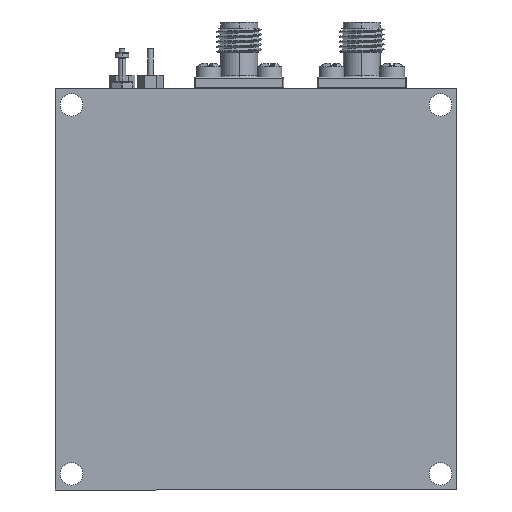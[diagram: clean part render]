
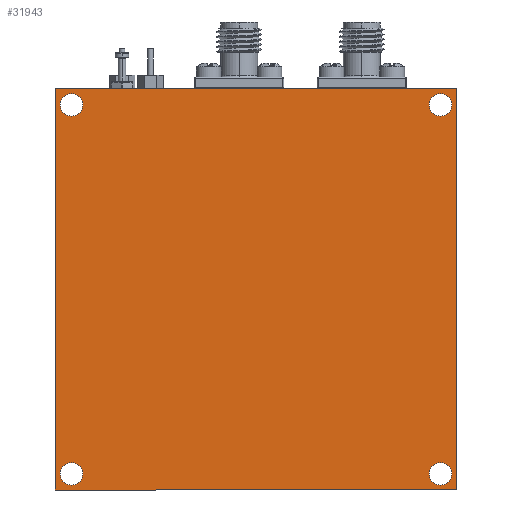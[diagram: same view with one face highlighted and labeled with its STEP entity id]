
A CAD part, left-side view. The second image highlights one B-rep face of the part: STEP entity #31943.
In plain terms, the highlighted planar face has unit normal (-1, 0, 0).
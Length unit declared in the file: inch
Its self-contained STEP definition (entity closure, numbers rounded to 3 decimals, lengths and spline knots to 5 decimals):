
#324 = VERTEX_POINT ( 'NONE', #26459 ) ;
#993 = VECTOR ( 'NONE', #41049, 39.37008 ) ;
#1859 = ORIENTED_EDGE ( 'NONE', *, *, #34804, .T. ) ;
#3034 = CARTESIAN_POINT ( 'NONE',  ( 0.81693, 0., 0.81693 ) ) ;
#3724 = CIRCLE ( 'NONE', #47500, 0.06299 ) ;
#5427 = VERTEX_POINT ( 'NONE', #3034 ) ;
#5757 = DIRECTION ( 'NONE',  ( 0., 0., -1. ) ) ;
#5907 = EDGE_LOOP ( 'NONE', ( #1859, #52470 ) ) ;
#5944 = VERTEX_POINT ( 'NONE', #33134 ) ;
#6388 = DIRECTION ( 'NONE',  ( 1., 0., 0. ) ) ;
#7333 = EDGE_CURVE ( 'NONE', #324, #13377, #27760, .T. ) ;
#8403 = LINE ( 'NONE', #25840, #18629 ) ;
#9120 = DIRECTION ( 'NONE',  ( 1., 0., 0. ) ) ;
#9742 = CIRCLE ( 'NONE', #27060, 0.06299 ) ;
#9993 = CARTESIAN_POINT ( 'NONE',  ( 0.81693, 0.09055, 0.72638 ) ) ;
#10004 = ORIENTED_EDGE ( 'NONE', *, *, #16018, .T. ) ;
#10312 = DIRECTION ( 'NONE',  ( 1., 0., 0. ) ) ;
#10901 = VERTEX_POINT ( 'NONE', #37785 ) ;
#10937 = CARTESIAN_POINT ( 'NONE',  ( 0.81693, 0.09055, 0.66339 ) ) ;
#11315 = AXIS2_PLACEMENT_3D ( 'NONE', #21414, #9120, #26552 ) ;
#11586 = EDGE_LOOP ( 'NONE', ( #10004, #26099 ) ) ;
#12034 = FACE_BOUND ( 'NONE', #5907, .T. ) ;
#12527 = VERTEX_POINT ( 'NONE', #12946 ) ;
#12946 = CARTESIAN_POINT ( 'NONE',  ( 0.81693, 2.16142, 0.78937 ) ) ;
#13377 = VERTEX_POINT ( 'NONE', #53571 ) ;
#14000 = DIRECTION ( 'NONE',  ( 0., -1., 0. ) ) ;
#15008 = CARTESIAN_POINT ( 'NONE',  ( 0.81693, 0., 0.81693 ) ) ;
#15112 = EDGE_CURVE ( 'NONE', #55794, #10901, #18919, .T. ) ;
#15665 = CIRCLE ( 'NONE', #39424, 0.06299 ) ;
#15801 = DIRECTION ( 'NONE',  ( 0., 0., -1. ) ) ;
#16018 = EDGE_CURVE ( 'NONE', #33334, #33430, #56521, .T. ) ;
#16961 = CIRCLE ( 'NONE', #21507, 0.06299 ) ;
#17564 = CIRCLE ( 'NONE', #29413, 0.06299 ) ;
#18246 = VERTEX_POINT ( 'NONE', #37500 ) ;
#18548 = CARTESIAN_POINT ( 'NONE',  ( 0.81693, 0.09055, -1.2815 ) ) ;
#18629 = VECTOR ( 'NONE', #21264, 39.37008 ) ;
#18727 = ORIENTED_EDGE ( 'NONE', *, *, #31792, .T. ) ;
#18919 = CIRCLE ( 'NONE', #20745, 0.06299 ) ;
#19380 = CARTESIAN_POINT ( 'NONE',  ( 0.81693, 0.09055, -1.34449 ) ) ;
#19426 = LINE ( 'NONE', #36880, #19441 ) ;
#19441 = VECTOR ( 'NONE', #14000, 39.37008 ) ;
#20745 = AXIS2_PLACEMENT_3D ( 'NONE', #36341, #10312, #55385 ) ;
#21264 = DIRECTION ( 'NONE',  ( 0., 0., -1. ) ) ;
#21414 = CARTESIAN_POINT ( 'NONE',  ( 0.81693, 2.16142, -1.34449 ) ) ;
#21507 = AXIS2_PLACEMENT_3D ( 'NONE', #27177, #44653, #26607 ) ;
#22815 = ORIENTED_EDGE ( 'NONE', *, *, #24882, .T. ) ;
#24460 = CARTESIAN_POINT ( 'NONE',  ( 0.81693, 2.25197, -1.43504 ) ) ;
#24882 = EDGE_CURVE ( 'NONE', #10901, #55794, #15665, .T. ) ;
#25136 = EDGE_LOOP ( 'NONE', ( #39777, #22815 ) ) ;
#25802 = EDGE_CURVE ( 'NONE', #35721, #37570, #19426, .T. ) ;
#25840 = CARTESIAN_POINT ( 'NONE',  ( 0.81693, 2.25197, -1.43504 ) ) ;
#26099 = ORIENTED_EDGE ( 'NONE', *, *, #38634, .T. ) ;
#26459 = CARTESIAN_POINT ( 'NONE',  ( 0.81693, 2.16142, -1.2815 ) ) ;
#26552 = DIRECTION ( 'NONE',  ( 0., 0., -1. ) ) ;
#26607 = DIRECTION ( 'NONE',  ( 0., 0., -1. ) ) ;
#27060 = AXIS2_PLACEMENT_3D ( 'NONE', #34165, #34725, #52138 ) ;
#27177 = CARTESIAN_POINT ( 'NONE',  ( 0.81693, 2.16142, 0.72638 ) ) ;
#27400 = ORIENTED_EDGE ( 'NONE', *, *, #45686, .T. ) ;
#27760 = CIRCLE ( 'NONE', #11315, 0.06299 ) ;
#28120 = CARTESIAN_POINT ( 'NONE',  ( 0.81693, 2.16142, -1.34449 ) ) ;
#29103 = EDGE_LOOP ( 'NONE', ( #46737, #34384, #27400, #18727 ) ) ;
#29125 = CARTESIAN_POINT ( 'NONE',  ( 0.81693, 0.09055, -1.40748 ) ) ;
#29184 = FACE_BOUND ( 'NONE', #11586, .T. ) ;
#29369 = EDGE_CURVE ( 'NONE', #37570, #5427, #35687, .T. ) ;
#29413 = AXIS2_PLACEMENT_3D ( 'NONE', #48588, #35489, #5757 ) ;
#31792 = EDGE_CURVE ( 'NONE', #5944, #35721, #8403, .T. ) ;
#31943 = ADVANCED_FACE ( 'NONE', ( #42380, #32946, #29184, #12034, #41541 ), #55530, .F. ) ;
#32946 = FACE_BOUND ( 'NONE', #36578, .T. ) ;
#33004 = CARTESIAN_POINT ( 'NONE',  ( 0.81693, 0., -1.43504 ) ) ;
#33134 = CARTESIAN_POINT ( 'NONE',  ( 0.81693, 2.25197, 0.81693 ) ) ;
#33141 = EDGE_CURVE ( 'NONE', #12527, #18246, #16961, .T. ) ;
#33334 = VERTEX_POINT ( 'NONE', #29125 ) ;
#33430 = VERTEX_POINT ( 'NONE', #18548 ) ;
#34165 = CARTESIAN_POINT ( 'NONE',  ( 0.81693, 2.16142, 0.72638 ) ) ;
#34384 = ORIENTED_EDGE ( 'NONE', *, *, #29369, .T. ) ;
#34725 = DIRECTION ( 'NONE',  ( 1., 0., 0. ) ) ;
#34804 = EDGE_CURVE ( 'NONE', #18246, #12527, #9742, .T. ) ;
#35489 = DIRECTION ( 'NONE',  ( 1., 0., 0. ) ) ;
#35492 = AXIS2_PLACEMENT_3D ( 'NONE', #19380, #46251, #37407 ) ;
#35687 = LINE ( 'NONE', #35971, #37969 ) ;
#35721 = VERTEX_POINT ( 'NONE', #24460 ) ;
#35971 = CARTESIAN_POINT ( 'NONE',  ( 0.81693, 0., -1.43504 ) ) ;
#36073 = ORIENTED_EDGE ( 'NONE', *, *, #7333, .T. ) ;
#36341 = CARTESIAN_POINT ( 'NONE',  ( 0.81693, 0.09055, 0.72638 ) ) ;
#36578 = EDGE_LOOP ( 'NONE', ( #42652, #36073 ) ) ;
#36880 = CARTESIAN_POINT ( 'NONE',  ( 0.81693, 0., -1.43504 ) ) ;
#37407 = DIRECTION ( 'NONE',  ( 0., 0., -1. ) ) ;
#37500 = CARTESIAN_POINT ( 'NONE',  ( 0.81693, 2.16142, 0.66339 ) ) ;
#37570 = VERTEX_POINT ( 'NONE', #33004 ) ;
#37785 = CARTESIAN_POINT ( 'NONE',  ( 0.81693, 0.09055, 0.78937 ) ) ;
#37969 = VECTOR ( 'NONE', #53418, 39.37008 ) ;
#38393 = CARTESIAN_POINT ( 'NONE',  ( 0.81693, 0., -1.43504 ) ) ;
#38634 = EDGE_CURVE ( 'NONE', #33430, #33334, #17564, .T. ) ;
#39424 = AXIS2_PLACEMENT_3D ( 'NONE', #9993, #44879, #44615 ) ;
#39777 = ORIENTED_EDGE ( 'NONE', *, *, #15112, .T. ) ;
#41049 = DIRECTION ( 'NONE',  ( 0., 1., 0. ) ) ;
#41295 = DIRECTION ( 'NONE',  ( 0., 0., -1. ) ) ;
#41541 = FACE_OUTER_BOUND ( 'NONE', #29103, .T. ) ;
#42380 = FACE_BOUND ( 'NONE', #25136, .T. ) ;
#42652 = ORIENTED_EDGE ( 'NONE', *, *, #48772, .T. ) ;
#44615 = DIRECTION ( 'NONE',  ( 0., 0., -1. ) ) ;
#44653 = DIRECTION ( 'NONE',  ( 1., 0., 0. ) ) ;
#44879 = DIRECTION ( 'NONE',  ( 1., 0., 0. ) ) ;
#45686 = EDGE_CURVE ( 'NONE', #5427, #5944, #53363, .T. ) ;
#46251 = DIRECTION ( 'NONE',  ( 1., 0., 0. ) ) ;
#46737 = ORIENTED_EDGE ( 'NONE', *, *, #25802, .T. ) ;
#47500 = AXIS2_PLACEMENT_3D ( 'NONE', #28120, #6388, #41295 ) ;
#48588 = CARTESIAN_POINT ( 'NONE',  ( 0.81693, 0.09055, -1.34449 ) ) ;
#48772 = EDGE_CURVE ( 'NONE', #13377, #324, #3724, .T. ) ;
#51189 = DIRECTION ( 'NONE',  ( 1., 0., 0. ) ) ;
#51459 = AXIS2_PLACEMENT_3D ( 'NONE', #38393, #51189, #15801 ) ;
#52138 = DIRECTION ( 'NONE',  ( 0., 0., -1. ) ) ;
#52470 = ORIENTED_EDGE ( 'NONE', *, *, #33141, .T. ) ;
#53363 = LINE ( 'NONE', #15008, #993 ) ;
#53418 = DIRECTION ( 'NONE',  ( 0., 0., 1. ) ) ;
#53571 = CARTESIAN_POINT ( 'NONE',  ( 0.81693, 2.16142, -1.40748 ) ) ;
#55385 = DIRECTION ( 'NONE',  ( 0., 0., -1. ) ) ;
#55530 = PLANE ( 'NONE',  #51459 ) ;
#55794 = VERTEX_POINT ( 'NONE', #10937 ) ;
#56521 = CIRCLE ( 'NONE', #35492, 0.06299 ) ;
